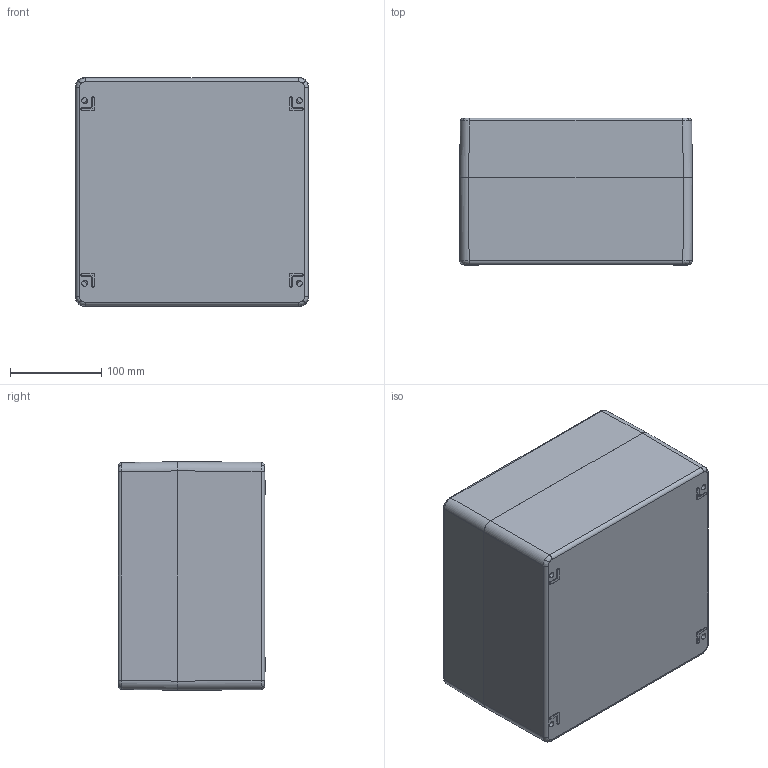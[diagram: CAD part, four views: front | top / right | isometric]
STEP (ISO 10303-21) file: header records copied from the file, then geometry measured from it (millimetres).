
FILE_DESCRIPTION (( 'STEP AP214' ), '1' );
FILE_NAME ('02252616.STEP', '2008-08-19T12:31:38', ( ' ' ), ( '' ), 'SwSTEP 2.0', 'SolidWorks 2008', '' );
FILE_SCHEMA (( 'AUTOMOTIVE_DESIGN' ));
Length unit declared in the file: millimetre
Products named in the file (8): 21141-Unterteil_Standard; 86222_Standard; 86224_Standard; 21411-Deckel_Standard; 93137_Standard; 82005_Standard; 02252616
Assembly tree (18 placements, depth 3):
  02252616
    93137_Standard  x4
    21141-Unterteil_Standard
      86222_Standard  x6
      86224_Standard  x4
      21141-Unterteil_Standard
    82005_Standard
    21411-Deckel_Standard
Bounding box: 255 x 161 x 250 mm (x, y, z)
Volume: 1919560.1 mm3; surface area: 593509.2 mm2
Topology: 17 solids, 17 shells, 1240 faces, 2928 edges, 1762 vertices
Faces by surface type: plane 390, cylinder 338, bspline 224, cone 204, torus 80, sphere 4
Entity records: 29828 total; most frequent: CARTESIAN_POINT 12570, ORIENTED_EDGE 3880, DIRECTION 3284, EDGE_CURVE 1940, AXIS2_PLACEMENT_3D 1292, VERTEX_POINT 1160, EDGE_LOOP 892, ADVANCED_FACE 834
